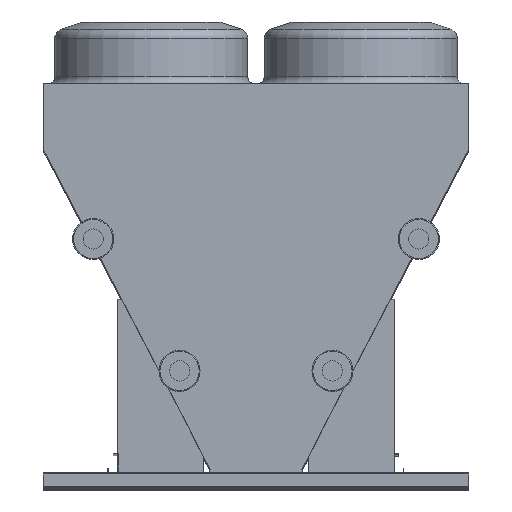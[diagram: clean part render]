
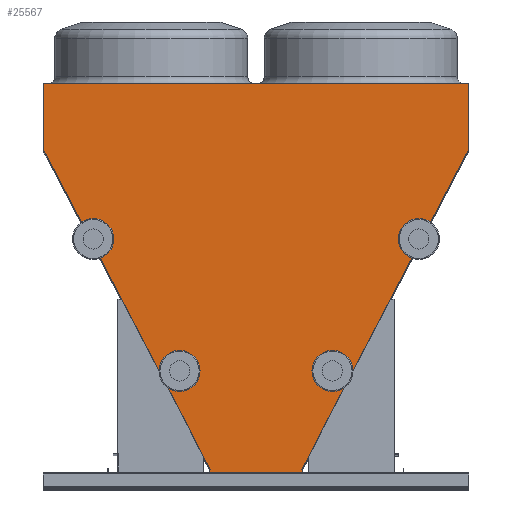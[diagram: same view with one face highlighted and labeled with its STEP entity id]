
A CAD part, top view. The second image highlights one B-rep face of the part: STEP entity #25567.
In plain terms, the highlighted planar face has unit normal (0, 0, 1).
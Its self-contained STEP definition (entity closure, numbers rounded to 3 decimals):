
#65 = LINE ( 'NONE', #23326, #13342 ) ;
#86 = CARTESIAN_POINT ( 'NONE',  ( -279.893, 1.482, 0. ) ) ;
#210 = CARTESIAN_POINT ( 'NONE',  ( -1136.282, 2083.62, 0. ) ) ;
#422 = VERTEX_POINT ( 'NONE', #27859 ) ;
#603 = ORIENTED_EDGE ( 'NONE', *, *, #8454, .T. ) ;
#653 = LINE ( 'NONE', #26155, #13905 ) ;
#882 = CARTESIAN_POINT ( 'NONE',  ( 1127.607, 1711.053, 0. ) ) ;
#1166 = EDGE_LOOP ( 'NONE', ( #8816, #17963, #21114, #28212, #32826, #32266, #13272, #9137, #23427, #14133, #33941, #24013, #27545, #13744, #31365, #33691, #603, #7009 ) ) ;
#1273 = VERTEX_POINT ( 'NONE', #7967 ) ;
#1570 = CARTESIAN_POINT ( 'NONE',  ( -1127.739, 1711.053, 0. ) ) ;
#1619 = CARTESIAN_POINT ( 'NONE',  ( 246.893, 17.358, 0. ) ) ;
#1621 = CARTESIAN_POINT ( 'NONE',  ( -1127.739, 1711.053, 0. ) ) ;
#1634 = VERTEX_POINT ( 'NONE', #22799 ) ;
#2197 = VECTOR ( 'NONE', #11542, 1000. ) ;
#2562 = DIRECTION ( 'NONE',  ( -0.461, -0.887, 0. ) ) ;
#2748 = DIRECTION ( 'NONE',  ( -1., 0., 0. ) ) ;
#2868 = EDGE_CURVE ( 'NONE', #33659, #16561, #10196, .T. ) ;
#3510 = CARTESIAN_POINT ( 'NONE',  ( -1136.282, 1727.462, 0. ) ) ;
#3536 = CARTESIAN_POINT ( 'NONE',  ( -245.403, 20.223, 0. ) ) ;
#4093 = LINE ( 'NONE', #21680, #31177 ) ;
#4263 = VERTEX_POINT ( 'NONE', #210 ) ;
#4328 = VECTOR ( 'NONE', #30151, 1000. ) ;
#4699 = DIRECTION ( 'NONE',  ( 0., 1., 0. ) ) ;
#4805 = VERTEX_POINT ( 'NONE', #86 ) ;
#4817 = VECTOR ( 'NONE', #6559, 1000. ) ;
#5014 = VECTOR ( 'NONE', #4699, 1000. ) ;
#5909 = EDGE_CURVE ( 'NONE', #1273, #22413, #65, .T. ) ;
#6532 = CARTESIAN_POINT ( 'NONE',  ( 1127.607, 1711.053, 0. ) ) ;
#6559 = DIRECTION ( 'NONE',  ( 0.887, 0.462, 0. ) ) ;
#6782 = DIRECTION ( 'NONE',  ( 0., 0., -1. ) ) ;
#6836 = EDGE_CURVE ( 'NONE', #16095, #10098, #33201, .T. ) ;
#6974 = CARTESIAN_POINT ( 'NONE',  ( 245.39, 20.232, 0. ) ) ;
#7009 = ORIENTED_EDGE ( 'NONE', *, *, #27904, .T. ) ;
#7967 = CARTESIAN_POINT ( 'NONE',  ( -279.893, 0., 0. ) ) ;
#8305 = EDGE_CURVE ( 'NONE', #422, #4805, #14342, .T. ) ;
#8370 = EDGE_CURVE ( 'NONE', #25999, #16095, #11906, .T. ) ;
#8454 = EDGE_CURVE ( 'NONE', #18087, #23218, #17238, .T. ) ;
#8816 = ORIENTED_EDGE ( 'NONE', *, *, #22389, .T. ) ;
#8892 = DIRECTION ( 'NONE',  ( -1., 0., 0. ) ) ;
#9090 = CARTESIAN_POINT ( 'NONE',  ( 279.893, 0., 0. ) ) ;
#9137 = ORIENTED_EDGE ( 'NONE', *, *, #17676, .T. ) ;
#9244 = CARTESIAN_POINT ( 'NONE',  ( 1136.15, 1727.462, 0. ) ) ;
#9574 = DIRECTION ( 'NONE',  ( 0., -1., 0. ) ) ;
#9582 = DIRECTION ( 'NONE',  ( 0., 1., 0. ) ) ;
#10098 = VERTEX_POINT ( 'NONE', #18719 ) ;
#10196 = LINE ( 'NONE', #28270, #23350 ) ;
#11205 = LINE ( 'NONE', #25326, #12886 ) ;
#11254 = LINE ( 'NONE', #23167, #5014 ) ;
#11431 = VECTOR ( 'NONE', #2748, 1000. ) ;
#11542 = DIRECTION ( 'NONE',  ( 0., -1., 0. ) ) ;
#11906 = LINE ( 'NONE', #27584, #4817 ) ;
#12019 = CARTESIAN_POINT ( 'NONE',  ( 0., 0., 0. ) ) ;
#12046 = VECTOR ( 'NONE', #31598, 1000. ) ;
#12248 = LINE ( 'NONE', #6532, #4328 ) ;
#12328 = EDGE_CURVE ( 'NONE', #31451, #33659, #32024, .T. ) ;
#12645 = DIRECTION ( 'NONE',  ( 0.887, -0.462, 0. ) ) ;
#12886 = VECTOR ( 'NONE', #9574, 1000. ) ;
#13095 = VECTOR ( 'NONE', #17415, 1000. ) ;
#13233 = EDGE_CURVE ( 'NONE', #16561, #18087, #12248, .T. ) ;
#13272 = ORIENTED_EDGE ( 'NONE', *, *, #8305, .T. ) ;
#13313 = VERTEX_POINT ( 'NONE', #33218 ) ;
#13342 = VECTOR ( 'NONE', #25936, 1000. ) ;
#13363 = CARTESIAN_POINT ( 'NONE',  ( 245.39, 20.232, 0. ) ) ;
#13525 = VECTOR ( 'NONE', #8892, 1000. ) ;
#13528 = LINE ( 'NONE', #21962, #33553 ) ;
#13744 = ORIENTED_EDGE ( 'NONE', *, *, #12328, .T. ) ;
#13905 = VECTOR ( 'NONE', #15742, 1000. ) ;
#14133 = ORIENTED_EDGE ( 'NONE', *, *, #16961, .T. ) ;
#14342 = LINE ( 'NONE', #22143, #13525 ) ;
#14596 = LINE ( 'NONE', #3510, #2197 ) ;
#14803 = CARTESIAN_POINT ( 'NONE',  ( -1126.246, 1711.83, 0. ) ) ;
#15742 = DIRECTION ( 'NONE',  ( -1., 0., 0. ) ) ;
#16095 = VERTEX_POINT ( 'NONE', #14803 ) ;
#16499 = EDGE_CURVE ( 'NONE', #29570, #31451, #4093, .T. ) ;
#16561 = VERTEX_POINT ( 'NONE', #882 ) ;
#16961 = EDGE_CURVE ( 'NONE', #22413, #25337, #17301, .T. ) ;
#16986 = VERTEX_POINT ( 'NONE', #26416 ) ;
#17238 = LINE ( 'NONE', #27911, #24206 ) ;
#17291 = PLANE ( 'NONE',  #28724 ) ;
#17301 = LINE ( 'NONE', #28897, #30351 ) ;
#17415 = DIRECTION ( 'NONE',  ( 0.462, -0.887, 0. ) ) ;
#17676 = EDGE_CURVE ( 'NONE', #4805, #1273, #13528, .T. ) ;
#17963 = ORIENTED_EDGE ( 'NONE', *, *, #19946, .T. ) ;
#18087 = VERTEX_POINT ( 'NONE', #9244 ) ;
#18568 = VECTOR ( 'NONE', #19398, 1000. ) ;
#18719 = CARTESIAN_POINT ( 'NONE',  ( -245.403, 20.223, 0. ) ) ;
#19255 = VECTOR ( 'NONE', #2562, 1000. ) ;
#19398 = DIRECTION ( 'NONE',  ( 0.462, -0.887, 0. ) ) ;
#19946 = EDGE_CURVE ( 'NONE', #16986, #25999, #27008, .T. ) ;
#20081 = LINE ( 'NONE', #21244, #11431 ) ;
#21039 = EDGE_CURVE ( 'NONE', #10098, #1634, #26168, .T. ) ;
#21114 = ORIENTED_EDGE ( 'NONE', *, *, #8370, .T. ) ;
#21244 = CARTESIAN_POINT ( 'NONE',  ( -1136.282, 2083.62, 0. ) ) ;
#21680 = CARTESIAN_POINT ( 'NONE',  ( 246.893, 17.358, 0. ) ) ;
#21874 = FACE_OUTER_BOUND ( 'NONE', #1166, .T. ) ;
#21962 = CARTESIAN_POINT ( 'NONE',  ( -279.893, 0., 0. ) ) ;
#22051 = CARTESIAN_POINT ( 'NONE',  ( 1136.15, 2083.62, 0. ) ) ;
#22143 = CARTESIAN_POINT ( 'NONE',  ( -279.893, 1.482, 0. ) ) ;
#22389 = EDGE_CURVE ( 'NONE', #4263, #16986, #14596, .T. ) ;
#22413 = VERTEX_POINT ( 'NONE', #9090 ) ;
#22799 = CARTESIAN_POINT ( 'NONE',  ( -246.893, 17.358, 0. ) ) ;
#23167 = CARTESIAN_POINT ( 'NONE',  ( 246.893, 17.358, 0. ) ) ;
#23218 = VERTEX_POINT ( 'NONE', #22051 ) ;
#23326 = CARTESIAN_POINT ( 'NONE',  ( 279.893, 0., 0. ) ) ;
#23350 = VECTOR ( 'NONE', #12645, 1000. ) ;
#23427 = ORIENTED_EDGE ( 'NONE', *, *, #5909, .T. ) ;
#23833 = EDGE_CURVE ( 'NONE', #1634, #422, #11205, .T. ) ;
#24013 = ORIENTED_EDGE ( 'NONE', *, *, #30128, .T. ) ;
#24206 = VECTOR ( 'NONE', #9582, 1000. ) ;
#24584 = DIRECTION ( 'NONE',  ( 0., -1., 0. ) ) ;
#25201 = DIRECTION ( 'NONE',  ( -1., 0., 0. ) ) ;
#25326 = CARTESIAN_POINT ( 'NONE',  ( -246.893, 17.358, 0. ) ) ;
#25337 = VERTEX_POINT ( 'NONE', #26784 ) ;
#25362 = CARTESIAN_POINT ( 'NONE',  ( 1126.218, 1711.776, 0. ) ) ;
#25567 = ADVANCED_FACE ( 'NONE', ( #21874 ), #17291, .F. ) ;
#25936 = DIRECTION ( 'NONE',  ( 1., 0., 0. ) ) ;
#25999 = VERTEX_POINT ( 'NONE', #1621 ) ;
#26155 = CARTESIAN_POINT ( 'NONE',  ( 279.893, 1.482, 0. ) ) ;
#26168 = LINE ( 'NONE', #28745, #19255 ) ;
#26416 = CARTESIAN_POINT ( 'NONE',  ( -1136.282, 1727.462, 0. ) ) ;
#26784 = CARTESIAN_POINT ( 'NONE',  ( 279.893, 1.482, 0. ) ) ;
#26912 = DIRECTION ( 'NONE',  ( -0.463, 0.886, 0. ) ) ;
#27008 = LINE ( 'NONE', #1570, #13095 ) ;
#27405 = EDGE_CURVE ( 'NONE', #25337, #13313, #653, .T. ) ;
#27545 = ORIENTED_EDGE ( 'NONE', *, *, #16499, .T. ) ;
#27584 = CARTESIAN_POINT ( 'NONE',  ( -1127.739, 1711.053, 0. ) ) ;
#27859 = CARTESIAN_POINT ( 'NONE',  ( -246.893, 1.482, 0. ) ) ;
#27904 = EDGE_CURVE ( 'NONE', #23218, #4263, #20081, .T. ) ;
#27911 = CARTESIAN_POINT ( 'NONE',  ( 1136.15, 2083.62, 0. ) ) ;
#28212 = ORIENTED_EDGE ( 'NONE', *, *, #6836, .T. ) ;
#28270 = CARTESIAN_POINT ( 'NONE',  ( 1127.607, 1711.053, 0. ) ) ;
#28724 = AXIS2_PLACEMENT_3D ( 'NONE', #12019, #6782, #25201 ) ;
#28745 = CARTESIAN_POINT ( 'NONE',  ( -246.893, 17.358, 0. ) ) ;
#28897 = CARTESIAN_POINT ( 'NONE',  ( 279.893, 0., 0. ) ) ;
#29570 = VERTEX_POINT ( 'NONE', #1619 ) ;
#30128 = EDGE_CURVE ( 'NONE', #13313, #29570, #11254, .T. ) ;
#30151 = DIRECTION ( 'NONE',  ( 0.462, 0.887, 0. ) ) ;
#30351 = VECTOR ( 'NONE', #31496, 1000. ) ;
#31177 = VECTOR ( 'NONE', #26912, 1000. ) ;
#31365 = ORIENTED_EDGE ( 'NONE', *, *, #2868, .T. ) ;
#31451 = VERTEX_POINT ( 'NONE', #6974 ) ;
#31496 = DIRECTION ( 'NONE',  ( 0., 1., 0. ) ) ;
#31598 = DIRECTION ( 'NONE',  ( 0.462, 0.887, 0. ) ) ;
#32024 = LINE ( 'NONE', #13363, #12046 ) ;
#32266 = ORIENTED_EDGE ( 'NONE', *, *, #23833, .T. ) ;
#32826 = ORIENTED_EDGE ( 'NONE', *, *, #21039, .T. ) ;
#33201 = LINE ( 'NONE', #3536, #18568 ) ;
#33218 = CARTESIAN_POINT ( 'NONE',  ( 246.893, 1.482, 0. ) ) ;
#33553 = VECTOR ( 'NONE', #24584, 1000. ) ;
#33659 = VERTEX_POINT ( 'NONE', #25362 ) ;
#33691 = ORIENTED_EDGE ( 'NONE', *, *, #13233, .T. ) ;
#33941 = ORIENTED_EDGE ( 'NONE', *, *, #27405, .T. ) ;
